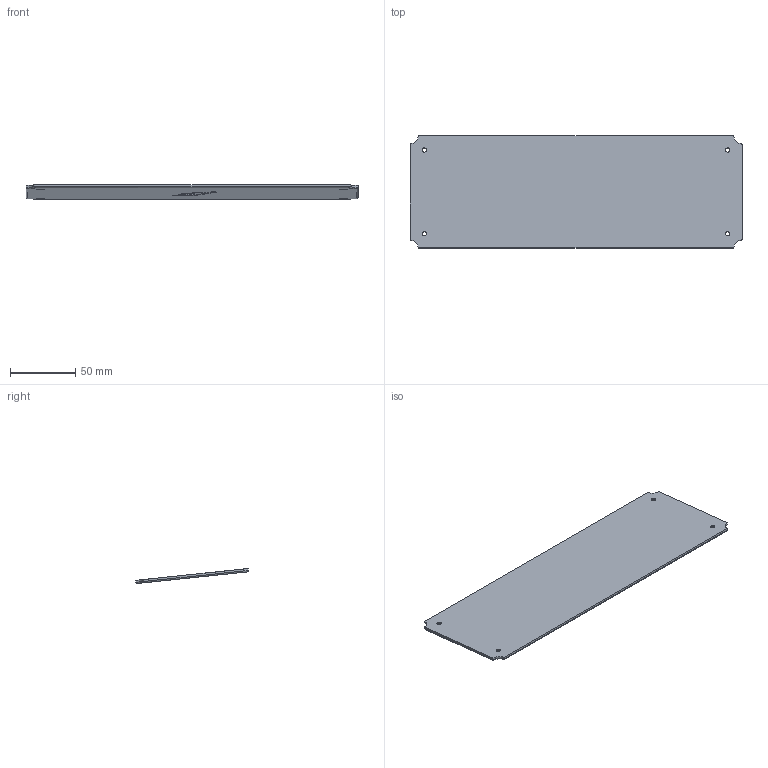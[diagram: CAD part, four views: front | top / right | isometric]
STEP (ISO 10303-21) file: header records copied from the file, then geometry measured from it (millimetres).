
FILE_DESCRIPTION(/* description */ (''),/* implementation_level */ '2;1');
FILE_NAME(/* name */ 'backplate with B.step',/* time_stamp */ '2024-06-12T23:56:41+07:00',/* author */ (''),/* organization */ (''),/* preprocessor_version */ 'ST-DEVELOPER v20',/* originating_system */ 'Autodesk Translation Framework v13.14.0.145',/* authorisation */ '');
FILE_SCHEMA (('AUTOMOTIVE_DESIGN { 1 0 10303 214 3 1 1 }'));
Length unit declared in the file: millimetre
Products named in the file (1): FINAL (v25~recovered)
Bounding box: 255.2 x 86.42 x 11.45 mm (x, y, z)
Volume: 54543.7 mm3; surface area: 45521.2 mm2
Topology: 1 solids, 1 shells, 223 faces, 634 edges, 408 vertices
Faces by surface type: bspline 186, cylinder 20, plane 9, cone 4, torus 4
Full cylindrical faces by diameter (mm): 3.2 x4
Entity records: 7992 total; most frequent: CARTESIAN_POINT 3980, ORIENTED_EDGE 1252, EDGE_CURVE 626, VERTEX_POINT 408, DIRECTION 370, EDGE_LOOP 234, FACE_OUTER_BOUND 223, ADVANCED_FACE 223
